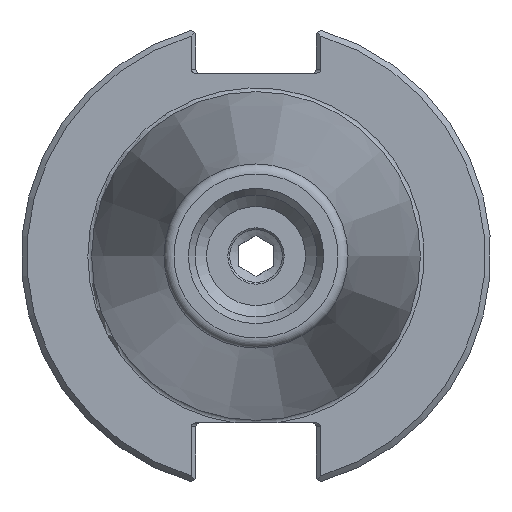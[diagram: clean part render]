
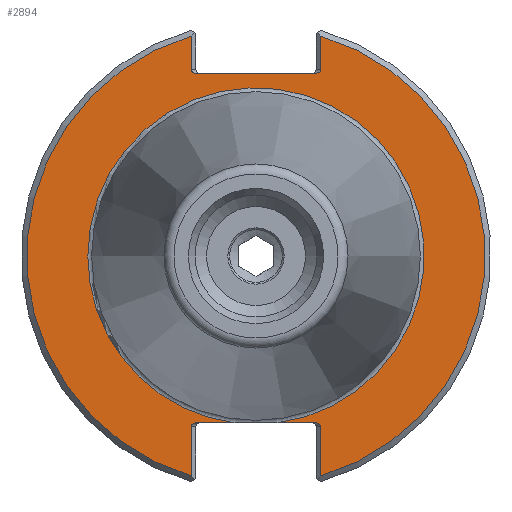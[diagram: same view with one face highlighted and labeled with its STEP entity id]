
A CAD part, left-side view. The second image highlights one B-rep face of the part: STEP entity #2894.
In plain terms, the highlighted planar face has unit normal (-1, 0, 0).
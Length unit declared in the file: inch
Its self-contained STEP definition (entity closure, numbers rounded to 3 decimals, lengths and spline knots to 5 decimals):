
#116=ELLIPSE('',#3114,0.02828,0.02);
#117=ELLIPSE('',#3116,0.02828,0.02);
#118=ELLIPSE('',#3117,0.02828,0.02);
#119=ELLIPSE('',#3119,0.02828,0.02);
#136=LINE('',#4286,#288);
#142=LINE('',#4314,#294);
#143=LINE('',#4318,#295);
#144=LINE('',#4322,#296);
#145=LINE('',#4327,#297);
#146=LINE('',#4331,#298);
#147=LINE('',#4334,#299);
#288=VECTOR('',#3488,0.63343);
#294=VECTOR('',#3502,0.205);
#295=VECTOR('',#3505,0.2622);
#296=VECTOR('',#3508,0.1782);
#297=VECTOR('',#3513,0.1782);
#298=VECTOR('',#3516,0.2622);
#299=VECTOR('',#3519,0.205);
#504=PLANE('',#3113);
#704=FACE_OUTER_BOUND('',#911,.T.);
#911=EDGE_LOOP('',(#1988,#1989,#1990,#1991,#1992,#1993,#1994,#1995,#1996,
#1997,#1998,#1999,#2000,#2001));
#1136=CIRCLE('',#3111,0.895);
#1138=CIRCLE('',#3115,1.22);
#1139=CIRCLE('',#3118,1.22);
#1266=VERTEX_POINT('',#4282);
#1268=VERTEX_POINT('',#4285);
#1272=VERTEX_POINT('',#4296);
#1273=VERTEX_POINT('',#4297);
#1275=VERTEX_POINT('',#4313);
#1276=VERTEX_POINT('',#4315);
#1277=VERTEX_POINT('',#4317);
#1278=VERTEX_POINT('',#4319);
#1279=VERTEX_POINT('',#4321);
#1280=VERTEX_POINT('',#4324);
#1281=VERTEX_POINT('',#4326);
#1282=VERTEX_POINT('',#4328);
#1283=VERTEX_POINT('',#4330);
#1284=VERTEX_POINT('',#4332);
#1549=EDGE_CURVE('',#1266,#1268,#136,.T.);
#1556=EDGE_CURVE('',#1272,#1273,#1136,.T.);
#1558=EDGE_CURVE('',#1275,#1272,#142,.T.);
#1559=EDGE_CURVE('',#1276,#1275,#116,.T.);
#1560=EDGE_CURVE('',#1277,#1276,#143,.T.);
#1561=EDGE_CURVE('',#1278,#1277,#1138,.T.);
#1562=EDGE_CURVE('',#1279,#1278,#144,.T.);
#1563=EDGE_CURVE('',#1268,#1279,#117,.T.);
#1564=EDGE_CURVE('',#1280,#1266,#118,.T.);
#1565=EDGE_CURVE('',#1281,#1280,#145,.T.);
#1566=EDGE_CURVE('',#1282,#1281,#1139,.T.);
#1567=EDGE_CURVE('',#1283,#1282,#146,.T.);
#1568=EDGE_CURVE('',#1284,#1283,#119,.T.);
#1569=EDGE_CURVE('',#1273,#1284,#147,.T.);
#1988=ORIENTED_EDGE('',*,*,#1556,.F.);
#1989=ORIENTED_EDGE('',*,*,#1558,.F.);
#1990=ORIENTED_EDGE('',*,*,#1559,.F.);
#1991=ORIENTED_EDGE('',*,*,#1560,.F.);
#1992=ORIENTED_EDGE('',*,*,#1561,.F.);
#1993=ORIENTED_EDGE('',*,*,#1562,.F.);
#1994=ORIENTED_EDGE('',*,*,#1563,.F.);
#1995=ORIENTED_EDGE('',*,*,#1549,.F.);
#1996=ORIENTED_EDGE('',*,*,#1564,.F.);
#1997=ORIENTED_EDGE('',*,*,#1565,.F.);
#1998=ORIENTED_EDGE('',*,*,#1566,.F.);
#1999=ORIENTED_EDGE('',*,*,#1567,.F.);
#2000=ORIENTED_EDGE('',*,*,#1568,.F.);
#2001=ORIENTED_EDGE('',*,*,#1569,.F.);
#2894=ADVANCED_FACE('',(#704),#504,.T.);
#3111=AXIS2_PLACEMENT_3D('',#4309,#3496,#3497);
#3113=AXIS2_PLACEMENT_3D('',#4312,#3500,#3501);
#3114=AXIS2_PLACEMENT_3D('',#4316,#3503,#3504);
#3115=AXIS2_PLACEMENT_3D('',#4320,#3506,#3507);
#3116=AXIS2_PLACEMENT_3D('',#4323,#3509,#3510);
#3117=AXIS2_PLACEMENT_3D('',#4325,#3511,#3512);
#3118=AXIS2_PLACEMENT_3D('',#4329,#3514,#3515);
#3119=AXIS2_PLACEMENT_3D('',#4333,#3517,#3518);
#3488=DIRECTION('',(0.,-1.,0.));
#3496=DIRECTION('center_axis',(-1.,0.,0.));
#3497=DIRECTION('ref_axis',(0.,-1.,0.));
#3500=DIRECTION('center_axis',(-1.,0.,0.));
#3501=DIRECTION('ref_axis',(0.,0.,1.));
#3502=DIRECTION('',(0.,1.,0.));
#3503=DIRECTION('center_axis',(-1.,0.,0.));
#3504=DIRECTION('ref_axis',(0.,-1.,0.));
#3505=DIRECTION('',(0.,0.,1.));
#3506=DIRECTION('center_axis',(1.,0.,0.));
#3507=DIRECTION('ref_axis',(0.,-1.,0.));
#3508=DIRECTION('',(0.,0.,1.));
#3509=DIRECTION('center_axis',(-1.,0.,0.));
#3510=DIRECTION('ref_axis',(0.,-1.,0.));
#3511=DIRECTION('center_axis',(-1.,0.,0.));
#3512=DIRECTION('ref_axis',(0.,1.,0.));
#3513=DIRECTION('',(0.,0.,-1.));
#3514=DIRECTION('center_axis',(1.,0.,0.));
#3515=DIRECTION('ref_axis',(0.,1.,0.));
#3516=DIRECTION('',(0.,0.,-1.));
#3517=DIRECTION('center_axis',(-1.,0.,0.));
#3518=DIRECTION('ref_axis',(0.,1.,0.));
#3519=DIRECTION('',(0.,1.,0.));
#4282=CARTESIAN_POINT('',(0.125,0.31672,0.972));
#4285=CARTESIAN_POINT('',(0.125,-0.31672,0.972));
#4286=CARTESIAN_POINT('',(0.125,0.53125,0.972));
#4296=CARTESIAN_POINT('',(0.125,-0.11172,-0.888));
#4297=CARTESIAN_POINT('',(0.125,0.11172,-0.888));
#4309=CARTESIAN_POINT('Origin',(0.125,0.,0.));
#4312=CARTESIAN_POINT('Origin',(0.125,1.0625,0.));
#4313=CARTESIAN_POINT('',(0.125,-0.31672,-0.888));
#4314=CARTESIAN_POINT('',(0.125,0.53125,-0.888));
#4315=CARTESIAN_POINT('',(0.125,-0.345,-0.908));
#4316=CARTESIAN_POINT('Origin',(0.125,-0.31672,-0.908));
#4317=CARTESIAN_POINT('',(0.125,-0.345,-1.1702));
#4318=CARTESIAN_POINT('',(0.125,-0.345,-0.444));
#4319=CARTESIAN_POINT('',(0.125,-0.345,1.1702));
#4320=CARTESIAN_POINT('Origin',(0.125,0.,0.));
#4321=CARTESIAN_POINT('',(0.125,-0.345,0.992));
#4322=CARTESIAN_POINT('',(0.125,-0.345,0.486));
#4323=CARTESIAN_POINT('Origin',(0.125,-0.31672,0.992));
#4324=CARTESIAN_POINT('',(0.125,0.345,0.992));
#4325=CARTESIAN_POINT('Origin',(0.125,0.31672,0.992));
#4326=CARTESIAN_POINT('',(0.125,0.345,1.1702));
#4327=CARTESIAN_POINT('',(0.125,0.345,0.486));
#4328=CARTESIAN_POINT('',(0.125,0.345,-1.1702));
#4329=CARTESIAN_POINT('Origin',(0.125,0.,0.));
#4330=CARTESIAN_POINT('',(0.125,0.345,-0.908));
#4331=CARTESIAN_POINT('',(0.125,0.345,-0.444));
#4332=CARTESIAN_POINT('',(0.125,0.31672,-0.888));
#4333=CARTESIAN_POINT('Origin',(0.125,0.31672,-0.908));
#4334=CARTESIAN_POINT('',(0.125,0.53125,-0.888));
